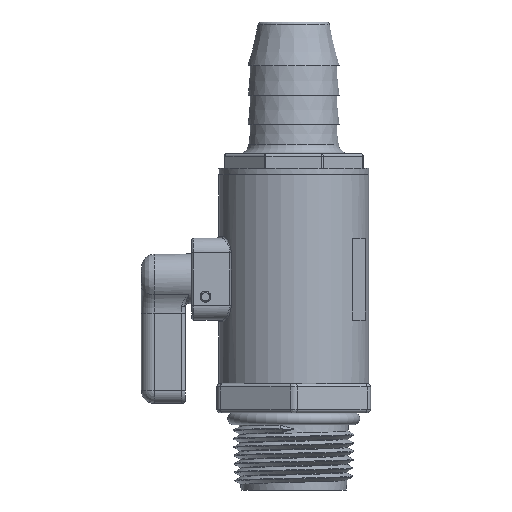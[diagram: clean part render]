
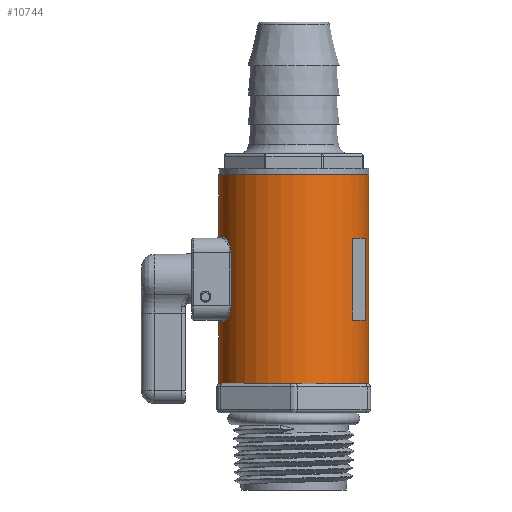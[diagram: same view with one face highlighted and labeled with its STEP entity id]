
A CAD part, left-side view. The second image highlights one B-rep face of the part: STEP entity #10744.
In plain terms, the highlighted cylindrical face has radius 16.32 mm (diameter 32.639 mm), a full revolution.
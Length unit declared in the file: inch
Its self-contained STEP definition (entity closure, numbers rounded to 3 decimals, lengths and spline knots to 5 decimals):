
#328=FACE_BOUND($,#3194,.T.);
#329=FACE_BOUND($,#3195,.T.);
#330=FACE_BOUND($,#3196,.T.);
#331=FACE_BOUND($,#3197,.T.);
#797=LINE($,#15331,#1594);
#799=LINE($,#15433,#1596);
#808=LINE($,#15506,#1605);
#809=LINE($,#15509,#1606);
#810=LINE($,#15514,#1607);
#811=LINE($,#15517,#1608);
#1594=VECTOR($,#12464,0.45);
#1596=VECTOR($,#12482,0.45);
#1605=VECTOR($,#12513,0.7);
#1606=VECTOR($,#12516,0.7);
#1607=VECTOR($,#12519,0.7);
#1608=VECTOR($,#12522,0.7);
#2382=CYLINDRICAL_SURFACE($,#11479,0.6425);
#2529=FACE_OUTER_BOUND($,#3193,.T.);
#3193=EDGE_LOOP($,(#7579));
#3194=EDGE_LOOP($,(#7580));
#3195=EDGE_LOOP($,(#7581,#7582,#7583,#7584));
#3196=EDGE_LOOP($,(#7585,#7586,#7587,#7588));
#3197=EDGE_LOOP($,(#7589,#7590,#7591,#7592,#7593,#7594,#7595,#7596));
#3994=B_SPLINE_CURVE_WITH_KNOTS($,3,(#15321,#15322,#15323,#15324,#15325,
#15326),.UNSPECIFIED.,.F.,.F.,(4,1,1,4),(0.,0.25202,0.37803,
0.58805),.UNSPECIFIED.);
#3996=B_SPLINE_CURVE_WITH_KNOTS($,3,(#15372,#15373,#15374,#15375,#15376,
#15377),.UNSPECIFIED.,.F.,.F.,(4,1,1,4),(0.,0.25201,0.42002,
0.58803),.UNSPECIFIED.);
#3998=B_SPLINE_CURVE_WITH_KNOTS($,3,(#15423,#15424,#15425,#15426,#15427,
#15428),.UNSPECIFIED.,.F.,.F.,(4,1,1,4),(0.,0.25202,0.37803,
0.58805),.UNSPECIFIED.);
#4000=B_SPLINE_CURVE_WITH_KNOTS($,3,(#15471,#15472,#15473,#15474,#15475,
#15476),.UNSPECIFIED.,.F.,.F.,(4,1,1,4),(0.,0.25202,
0.42003,0.58805),.UNSPECIFIED.);
#4404=CIRCLE($,#11460,0.6425);
#4409=CIRCLE($,#11467,0.6425);
#4416=CIRCLE($,#11480,0.6425);
#4417=CIRCLE($,#11481,0.6425);
#4418=CIRCLE($,#11482,0.6425);
#4419=CIRCLE($,#11483,0.6425);
#4420=CIRCLE($,#11484,0.6425);
#4421=CIRCLE($,#11485,0.6425);
#4805=VERTEX_POINT($,#15274);
#4808=VERTEX_POINT($,#15279);
#4810=VERTEX_POINT($,#15319);
#4812=VERTEX_POINT($,#15329);
#4814=VERTEX_POINT($,#15370);
#4816=VERTEX_POINT($,#15380);
#4818=VERTEX_POINT($,#15421);
#4820=VERTEX_POINT($,#15431);
#4827=VERTEX_POINT($,#15498);
#4828=VERTEX_POINT($,#15500);
#4829=VERTEX_POINT($,#15502);
#4830=VERTEX_POINT($,#15503);
#4831=VERTEX_POINT($,#15505);
#4832=VERTEX_POINT($,#15507);
#4833=VERTEX_POINT($,#15510);
#4834=VERTEX_POINT($,#15511);
#4835=VERTEX_POINT($,#15513);
#4836=VERTEX_POINT($,#15515);
#5884=EDGE_CURVE($,#4808,#4805,#4404,.T.);
#5887=EDGE_CURVE($,#4810,#4808,#3994,.T.);
#5889=EDGE_CURVE($,#4812,#4810,#797,.T.);
#5893=EDGE_CURVE($,#4814,#4812,#3996,.T.);
#5895=EDGE_CURVE($,#4816,#4814,#4409,.T.);
#5899=EDGE_CURVE($,#4818,#4816,#3998,.T.);
#5901=EDGE_CURVE($,#4820,#4818,#799,.T.);
#5904=EDGE_CURVE($,#4805,#4820,#4000,.T.);
#5915=EDGE_CURVE($,#4827,#4827,#4416,.T.);
#5916=EDGE_CURVE($,#4828,#4828,#4417,.T.);
#5917=EDGE_CURVE($,#4829,#4830,#4418,.T.);
#5918=EDGE_CURVE($,#4830,#4831,#808,.T.);
#5919=EDGE_CURVE($,#4831,#4832,#4419,.T.);
#5920=EDGE_CURVE($,#4832,#4829,#809,.T.);
#5921=EDGE_CURVE($,#4833,#4834,#4420,.T.);
#5922=EDGE_CURVE($,#4834,#4835,#810,.T.);
#5923=EDGE_CURVE($,#4835,#4836,#4421,.T.);
#5924=EDGE_CURVE($,#4836,#4833,#811,.T.);
#7579=ORIENTED_EDGE($,*,*,#5915,.T.);
#7580=ORIENTED_EDGE($,*,*,#5916,.T.);
#7581=ORIENTED_EDGE($,*,*,#5917,.T.);
#7582=ORIENTED_EDGE($,*,*,#5918,.T.);
#7583=ORIENTED_EDGE($,*,*,#5919,.T.);
#7584=ORIENTED_EDGE($,*,*,#5920,.T.);
#7585=ORIENTED_EDGE($,*,*,#5921,.T.);
#7586=ORIENTED_EDGE($,*,*,#5922,.T.);
#7587=ORIENTED_EDGE($,*,*,#5923,.T.);
#7588=ORIENTED_EDGE($,*,*,#5924,.T.);
#7589=ORIENTED_EDGE($,*,*,#5884,.F.);
#7590=ORIENTED_EDGE($,*,*,#5887,.F.);
#7591=ORIENTED_EDGE($,*,*,#5889,.F.);
#7592=ORIENTED_EDGE($,*,*,#5893,.F.);
#7593=ORIENTED_EDGE($,*,*,#5895,.F.);
#7594=ORIENTED_EDGE($,*,*,#5899,.F.);
#7595=ORIENTED_EDGE($,*,*,#5901,.F.);
#7596=ORIENTED_EDGE($,*,*,#5904,.F.);
#10744=ADVANCED_FACE($,(#2529,#328,#329,#330,#331),#2382,.T.);
#11460=AXIS2_PLACEMENT_3D($,#15281,#12456,#12457);
#11467=AXIS2_PLACEMENT_3D($,#15382,#12472,#12473);
#11479=AXIS2_PLACEMENT_3D($,#15497,#12505,#12506);
#11480=AXIS2_PLACEMENT_3D($,#15499,#12507,#12508);
#11481=AXIS2_PLACEMENT_3D($,#15501,#12509,#12510);
#11482=AXIS2_PLACEMENT_3D($,#15504,#12511,#12512);
#11483=AXIS2_PLACEMENT_3D($,#15508,#12514,#12515);
#11484=AXIS2_PLACEMENT_3D($,#15512,#12517,#12518);
#11485=AXIS2_PLACEMENT_3D($,#15516,#12520,#12521);
#12456=DIRECTION('center_axis',(0.,0.,-1.));
#12457=DIRECTION('ref_axis',(0.,1.,0.));
#12464=DIRECTION($,(0.,0.,1.));
#12472=DIRECTION('center_axis',(0.,0.,1.));
#12473=DIRECTION('ref_axis',(0.,1.,0.));
#12482=DIRECTION($,(0.,0.,-1.));
#12505=DIRECTION('center_axis',(0.,0.,1.));
#12506=DIRECTION('ref_axis',(-1.,0.,0.));
#12507=DIRECTION('center_axis',(0.,0.,-1.));
#12508=DIRECTION('ref_axis',(-1.,0.,0.));
#12509=DIRECTION('center_axis',(0.,0.,1.));
#12510=DIRECTION('ref_axis',(-1.,0.,0.));
#12511=DIRECTION('center_axis',(0.,0.,-1.));
#12512=DIRECTION('ref_axis',(-1.,0.,0.));
#12513=DIRECTION($,(0.,0.,1.));
#12514=DIRECTION('center_axis',(0.,0.,1.));
#12515=DIRECTION('ref_axis',(-1.,0.,0.));
#12516=DIRECTION($,(0.,0.,-1.));
#12517=DIRECTION('center_axis',(0.,0.,-1.));
#12518=DIRECTION('ref_axis',(-1.,0.,0.));
#12519=DIRECTION($,(0.,0.,1.));
#12520=DIRECTION('center_axis',(0.,0.,1.));
#12521=DIRECTION('ref_axis',(-1.,0.,0.));
#12522=DIRECTION($,(0.,0.,-1.));
#15274=CARTESIAN_POINT('',(0.21987,0.60371,0.365));
#15279=CARTESIAN_POINT('',(-0.21987,0.60371,0.365));
#15281=CARTESIAN_POINT('Origin',(0.,0.,0.365));
#15319=CARTESIAN_POINT('',(-0.35667,0.53441,0.225));
#15321=CARTESIAN_POINT('Ctrl Pts',(-0.35667,0.53441,
0.225));
#15322=CARTESIAN_POINT('Ctrl Pts',(-0.35667,0.53441,
0.25807));
#15323=CARTESIAN_POINT('Ctrl Pts',(-0.33843,0.54699,
0.30634));
#15324=CARTESIAN_POINT('Ctrl Pts',(-0.28468,0.57703,
0.35315));
#15325=CARTESIAN_POINT('Ctrl Pts',(-0.24517,0.59449,
0.365));
#15326=CARTESIAN_POINT('Ctrl Pts',(-0.21987,0.60371,
0.365));
#15329=CARTESIAN_POINT('',(-0.35667,0.53441,-0.225));
#15331=CARTESIAN_POINT($,(-0.35667,0.53441,0.));
#15370=CARTESIAN_POINT('',(-0.21987,0.60371,-0.365));
#15372=CARTESIAN_POINT('Ctrl Pts',(-0.21987,0.60371,
-0.365));
#15373=CARTESIAN_POINT('Ctrl Pts',(-0.25023,0.59265,
-0.365));
#15374=CARTESIAN_POINT('Ctrl Pts',(-0.29907,0.57006,
-0.3476));
#15375=CARTESIAN_POINT('Ctrl Pts',(-0.34584,0.5418,
-0.29106));
#15376=CARTESIAN_POINT('Ctrl Pts',(-0.35667,0.53441,
-0.24705));
#15377=CARTESIAN_POINT('Ctrl Pts',(-0.35667,0.53441,
-0.225));
#15380=CARTESIAN_POINT('',(0.21987,0.60371,-0.365));
#15382=CARTESIAN_POINT('Origin',(0.,0.,-0.365));
#15421=CARTESIAN_POINT('',(0.35667,0.53441,-0.225));
#15423=CARTESIAN_POINT('Ctrl Pts',(0.35667,0.53441,
-0.225));
#15424=CARTESIAN_POINT('Ctrl Pts',(0.35667,0.53441,
-0.25807));
#15425=CARTESIAN_POINT('Ctrl Pts',(0.33843,0.54699,
-0.30634));
#15426=CARTESIAN_POINT('Ctrl Pts',(0.28468,0.57703,
-0.35315));
#15427=CARTESIAN_POINT('Ctrl Pts',(0.24517,0.59449,
-0.365));
#15428=CARTESIAN_POINT('Ctrl Pts',(0.21987,0.60371,
-0.365));
#15431=CARTESIAN_POINT('',(0.35667,0.53441,0.225));
#15433=CARTESIAN_POINT($,(0.35667,0.53441,0.));
#15471=CARTESIAN_POINT('Ctrl Pts',(0.21987,0.60371,
0.365));
#15472=CARTESIAN_POINT('Ctrl Pts',(0.25023,0.59265,0.365));
#15473=CARTESIAN_POINT('Ctrl Pts',(0.29931,0.56995,
0.34756));
#15474=CARTESIAN_POINT('Ctrl Pts',(0.34591,0.54174,
0.29085));
#15475=CARTESIAN_POINT('Ctrl Pts',(0.35667,0.53441,
0.24705));
#15476=CARTESIAN_POINT('Ctrl Pts',(0.35667,0.53441,
0.225));
#15497=CARTESIAN_POINT('Origin',(0.,0.,0.));
#15498=CARTESIAN_POINT('',(0.6425,0.,0.891));
#15499=CARTESIAN_POINT('Origin',(0.,0.,0.891));
#15500=CARTESIAN_POINT('',(0.6425,0.,-0.891));
#15501=CARTESIAN_POINT('Origin',(0.,0.,-0.891));
#15502=CARTESIAN_POINT('',(0.4,-0.5028,-0.35));
#15503=CARTESIAN_POINT('',(0.20024,-0.6105,-0.35));
#15504=CARTESIAN_POINT('Origin',(0.,0.,-0.35));
#15505=CARTESIAN_POINT('',(0.20024,-0.6105,0.35));
#15506=CARTESIAN_POINT($,(0.20024,-0.6105,0.));
#15507=CARTESIAN_POINT('',(0.4,-0.5028,0.35));
#15508=CARTESIAN_POINT('Origin',(0.,0.,0.35));
#15509=CARTESIAN_POINT($,(0.4,-0.5028,0.));
#15510=CARTESIAN_POINT('',(-0.20024,-0.6105,-0.35));
#15511=CARTESIAN_POINT('',(-0.4,-0.5028,-0.35));
#15512=CARTESIAN_POINT('Origin',(0.,0.,-0.35));
#15513=CARTESIAN_POINT('',(-0.4,-0.5028,0.35));
#15514=CARTESIAN_POINT($,(-0.4,-0.5028,0.));
#15515=CARTESIAN_POINT('',(-0.20024,-0.6105,0.35));
#15516=CARTESIAN_POINT('Origin',(0.,0.,0.35));
#15517=CARTESIAN_POINT($,(-0.20024,-0.6105,0.));
